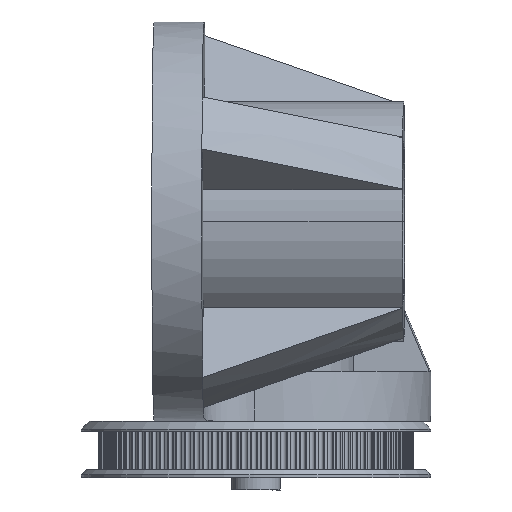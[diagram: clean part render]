
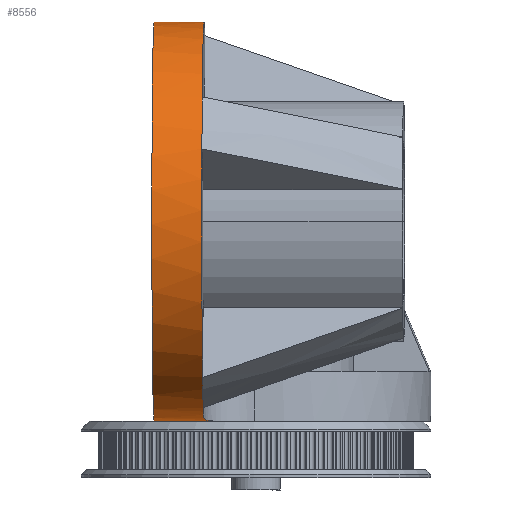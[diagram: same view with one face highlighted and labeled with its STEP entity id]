
A CAD part, left-side view. The second image highlights one B-rep face of the part: STEP entity #8556.
In plain terms, the highlighted cylindrical face has radius 40 mm (diameter 80 mm), a partial arc.
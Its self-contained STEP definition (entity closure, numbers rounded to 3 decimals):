
#27 = CIRCLE ( 'NONE', #5058, 40. ) ;
#124 = DIRECTION ( 'NONE',  ( 0., 0., 1. ) ) ;
#802 = CARTESIAN_POINT ( 'NONE',  ( 0., -39.291, -7.5 ) ) ;
#811 = DIRECTION ( 'NONE',  ( 0., 0., 1. ) ) ;
#867 = CIRCLE ( 'NONE', #14926, 40. ) ;
#1098 = EDGE_CURVE ( 'NONE', #8587, #2593, #7948, .T. ) ;
#1414 = VECTOR ( 'NONE', #9414, 1000. ) ;
#1782 = VERTEX_POINT ( 'NONE', #3580 ) ;
#1901 = CARTESIAN_POINT ( 'NONE',  ( 0., 0., 0. ) ) ;
#2199 = AXIS2_PLACEMENT_3D ( 'NONE', #17074, #11576, #13291 ) ;
#2382 = CARTESIAN_POINT ( 'NONE',  ( 0., 0., 0. ) ) ;
#2460 = CARTESIAN_POINT ( 'NONE',  ( 0., 24.97, -31.249 ) ) ;
#2593 = VERTEX_POINT ( 'NONE', #19453 ) ;
#3565 = ORIENTED_EDGE ( 'NONE', *, *, #1098, .T. ) ;
#3580 = CARTESIAN_POINT ( 'NONE',  ( 10., 35.294, 18.824 ) ) ;
#3793 = ORIENTED_EDGE ( 'NONE', *, *, #17816, .T. ) ;
#4032 = CARTESIAN_POINT ( 'NONE',  ( -0.59, -39.8, -4.043 ) ) ;
#4149 = CARTESIAN_POINT ( 'NONE',  ( -2.372, -39.992, -0.996 ) ) ;
#4405 = VERTEX_POINT ( 'NONE', #18357 ) ;
#4917 = AXIS2_PLACEMENT_3D ( 'NONE', #2382, #15480, #6536 ) ;
#5058 = AXIS2_PLACEMENT_3D ( 'NONE', #23964, #5588, #16369 ) ;
#5226 = DIRECTION ( 'NONE',  ( 0., 0., 1. ) ) ;
#5489 = AXIS2_PLACEMENT_3D ( 'NONE', #9856, #8153, #811 ) ;
#5588 = DIRECTION ( 'NONE',  ( 1., 0., 0. ) ) ;
#6139 = CIRCLE ( 'NONE', #19842, 40. ) ;
#6380 = CARTESIAN_POINT ( 'NONE',  ( 0., 35.294, 18.824 ) ) ;
#6536 = DIRECTION ( 'NONE',  ( 0., 0., 1. ) ) ;
#6839 = CIRCLE ( 'NONE', #20909, 40. ) ;
#6925 = DIRECTION ( 'NONE',  ( 1., 0., 0. ) ) ;
#7070 = DIRECTION ( 'NONE',  ( 1., 0., 0. ) ) ;
#7439 = CARTESIAN_POINT ( 'NONE',  ( 0., 37.249, 14.578 ) ) ;
#7835 = CARTESIAN_POINT ( 'NONE',  ( 0., -39.358, -7.148 ) ) ;
#7948 = LINE ( 'NONE', #22874, #1414 ) ;
#8072 = CARTESIAN_POINT ( 'NONE',  ( -1.743, -39.958, -1.849 ) ) ;
#8153 = DIRECTION ( 'NONE',  ( -1., 0., 0. ) ) ;
#8556 = ADVANCED_FACE ( 'NONE', ( #11695 ), #15726, .T. ) ;
#8587 = VERTEX_POINT ( 'NONE', #14014 ) ;
#8602 = VECTOR ( 'NONE', #9598, 1000. ) ;
#9410 = VERTEX_POINT ( 'NONE', #2460 ) ;
#9414 = DIRECTION ( 'NONE',  ( -1., 0., 0. ) ) ;
#9598 = DIRECTION ( 'NONE',  ( -1., 0., 0. ) ) ;
#9856 = CARTESIAN_POINT ( 'NONE',  ( 10., 0., 0. ) ) ;
#10065 = EDGE_CURVE ( 'NONE', #15632, #4405, #27, .T. ) ;
#10074 = ORIENTED_EDGE ( 'NONE', *, *, #11842, .T. ) ;
#10211 = ORIENTED_EDGE ( 'NONE', *, *, #10065, .T. ) ;
#10874 = VERTEX_POINT ( 'NONE', #11382 ) ;
#10968 = EDGE_CURVE ( 'NONE', #2593, #15632, #22538, .T. ) ;
#11309 = ORIENTED_EDGE ( 'NONE', *, *, #16280, .T. ) ;
#11382 = CARTESIAN_POINT ( 'NONE',  ( 0., 14.578, -37.249 ) ) ;
#11438 = LINE ( 'NONE', #18911, #8602 ) ;
#11576 = DIRECTION ( 'NONE',  ( 1., 0., 0. ) ) ;
#11607 = CIRCLE ( 'NONE', #13550, 40. ) ;
#11679 = ORIENTED_EDGE ( 'NONE', *, *, #19822, .F. ) ;
#11695 = FACE_OUTER_BOUND ( 'NONE', #20175, .T. ) ;
#11737 = CARTESIAN_POINT ( 'NONE',  ( -3.386, -40., 0. ) ) ;
#11842 = EDGE_CURVE ( 'NONE', #4405, #21206, #6839, .T. ) ;
#13291 = DIRECTION ( 'NONE',  ( 0., 0., 1. ) ) ;
#13550 = AXIS2_PLACEMENT_3D ( 'NONE', #18143, #18011, #16416 ) ;
#13564 = CARTESIAN_POINT ( 'NONE',  ( 0., -39.291, -7.5 ) ) ;
#13759 = VERTEX_POINT ( 'NONE', #7439 ) ;
#14014 = CARTESIAN_POINT ( 'NONE',  ( 10., -40., 0. ) ) ;
#14312 = CIRCLE ( 'NONE', #4917, 40. ) ;
#14384 = DIRECTION ( 'NONE',  ( 0., 0., 1. ) ) ;
#14926 = AXIS2_PLACEMENT_3D ( 'NONE', #20056, #7070, #5226 ) ;
#15408 = CARTESIAN_POINT ( 'NONE',  ( -1.187, -39.906, -2.761 ) ) ;
#15468 = EDGE_CURVE ( 'NONE', #9410, #13759, #17402, .T. ) ;
#15480 = DIRECTION ( 'NONE',  ( 1., 0., 0. ) ) ;
#15606 = EDGE_CURVE ( 'NONE', #10874, #9410, #14312, .T. ) ;
#15632 = VERTEX_POINT ( 'NONE', #802 ) ;
#15726 = CYLINDRICAL_SURFACE ( 'NONE', #5489, 40. ) ;
#16280 = EDGE_CURVE ( 'NONE', #21206, #10874, #11607, .T. ) ;
#16369 = DIRECTION ( 'NONE',  ( 0., 0., 1. ) ) ;
#16416 = DIRECTION ( 'NONE',  ( 0., 0., 1. ) ) ;
#17074 = CARTESIAN_POINT ( 'NONE',  ( 0., 0., 0. ) ) ;
#17229 = DIRECTION ( 'NONE',  ( 1., 0., 0. ) ) ;
#17402 = CIRCLE ( 'NONE', #2199, 40. ) ;
#17482 = CARTESIAN_POINT ( 'NONE',  ( -0.148, -39.587, -5.747 ) ) ;
#17706 = ORIENTED_EDGE ( 'NONE', *, *, #15468, .T. ) ;
#17816 = EDGE_CURVE ( 'NONE', #13759, #21642, #6139, .T. ) ;
#18011 = DIRECTION ( 'NONE',  ( 1., 0., 0. ) ) ;
#18143 = CARTESIAN_POINT ( 'NONE',  ( 0., 0., 0. ) ) ;
#18357 = CARTESIAN_POINT ( 'NONE',  ( 0., -37.249, -14.578 ) ) ;
#18575 = CARTESIAN_POINT ( 'NONE',  ( 0., -31.249, -24.97 ) ) ;
#18911 = CARTESIAN_POINT ( 'NONE',  ( 10., 35.294, 18.824 ) ) ;
#18977 = CARTESIAN_POINT ( 'NONE',  ( -1.547, -39.944, -2.144 ) ) ;
#19038 = ORIENTED_EDGE ( 'NONE', *, *, #15606, .T. ) ;
#19210 = CARTESIAN_POINT ( 'NONE',  ( -0.019, -39.42, -6.797 ) ) ;
#19453 = CARTESIAN_POINT ( 'NONE',  ( -3.386, -40., 0. ) ) ;
#19454 = CARTESIAN_POINT ( 'NONE',  ( -2.849, -40., -0.474 ) ) ;
#19822 = EDGE_CURVE ( 'NONE', #1782, #21642, #11438, .T. ) ;
#19842 = AXIS2_PLACEMENT_3D ( 'NONE', #22525, #17229, #124 ) ;
#20056 = CARTESIAN_POINT ( 'NONE',  ( 10., 0., 0. ) ) ;
#20175 = EDGE_LOOP ( 'NONE', ( #17706, #3793, #11679, #21593, #3565, #24211, #10211, #10074, #11309, #19038 ) ) ;
#20807 = CARTESIAN_POINT ( 'NONE',  ( -1.024, -39.883, -3.077 ) ) ;
#20909 = AXIS2_PLACEMENT_3D ( 'NONE', #1901, #6925, #14384 ) ;
#21162 = CARTESIAN_POINT ( 'NONE',  ( -0.371, -39.728, -4.71 ) ) ;
#21168 = EDGE_CURVE ( 'NONE', #8587, #1782, #867, .T. ) ;
#21206 = VERTEX_POINT ( 'NONE', #18575 ) ;
#21593 = ORIENTED_EDGE ( 'NONE', *, *, #21168, .F. ) ;
#21642 = VERTEX_POINT ( 'NONE', #6380 ) ;
#22525 = CARTESIAN_POINT ( 'NONE',  ( 0., 0., 0. ) ) ;
#22538 = B_SPLINE_CURVE_WITH_KNOTS ( 'NONE', 3,
 ( #11737, #19454, #4149, #8072, #18977, #15408, #20807, #4032, #21162, #17482, #22882, #19210, #7835, #13564 ),
 .UNSPECIFIED., .F., .F.,
 ( 4, 2, 2, 2, 2, 2, 4 ),
 ( 0., 0.002, 0.003, 0.004, 0.006, 0.007, 0.008 ),
 .UNSPECIFIED. ) ;
#22874 = CARTESIAN_POINT ( 'NONE',  ( 10., -40., 0. ) ) ;
#22882 = CARTESIAN_POINT ( 'NONE',  ( -0.093, -39.534, -6.098 ) ) ;
#23964 = CARTESIAN_POINT ( 'NONE',  ( 0., 0., 0. ) ) ;
#24211 = ORIENTED_EDGE ( 'NONE', *, *, #10968, .T. ) ;
